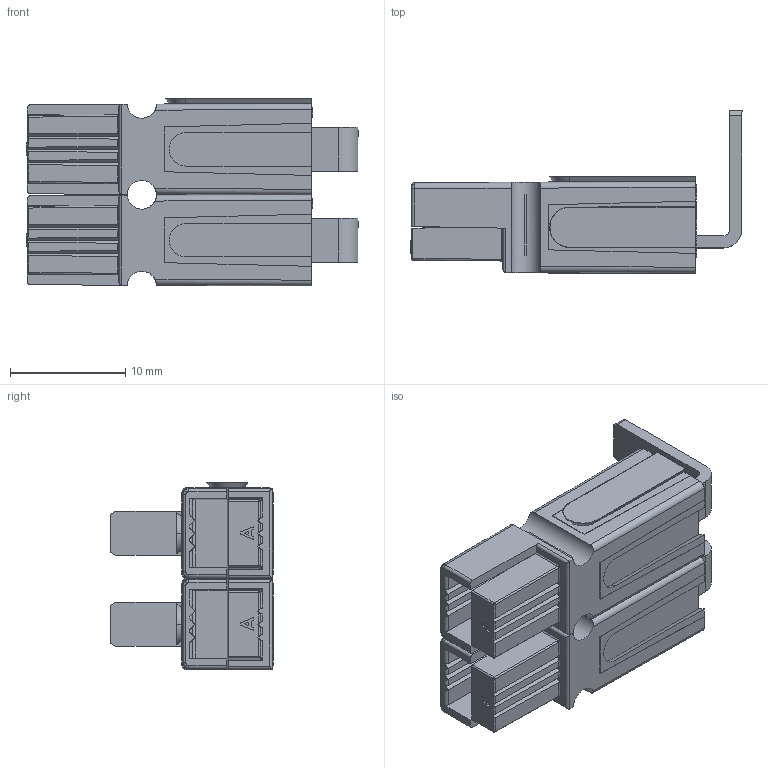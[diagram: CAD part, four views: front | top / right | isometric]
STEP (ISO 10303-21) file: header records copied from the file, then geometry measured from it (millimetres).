
FILE_DESCRIPTION (( 'STEP AP214' ), '1' );
FILE_NAME ('powerpole_1336G1.STEP', '2020-08-22T04:28:04', ( '' ), ( '' ), 'SwSTEP 2.0', 'SolidWorks 2019', '' );
FILE_SCHEMA (( 'AUTOMOTIVE_DESIGN' ));
Length unit declared in the file: inch
Products named in the file (2): COMPOUND_2; powerpole_1336G1
Assembly tree (1 placements, depth 2):
  powerpole_1336G1
    COMPOUND_2
Bounding box: 28.75 x 14.07 x 16.28 mm (x, y, z)
Volume: 2525.2 mm3; surface area: 2527.2 mm2
Topology: 2 solids, 2 shells, 694 faces, 1860 edges, 1216 vertices
Faces by surface type: plane 460, bspline 130, cylinder 92, cone 12
Entity records: 36697 total; most frequent: CARTESIAN_POINT 11374, ORIENTED_EDGE 3712, DIRECTION 2756, EDGE_CURVE 1856, LINE 1400, VECTOR 1400, VERTEX_POINT 1216, EDGE_LOOP 744
